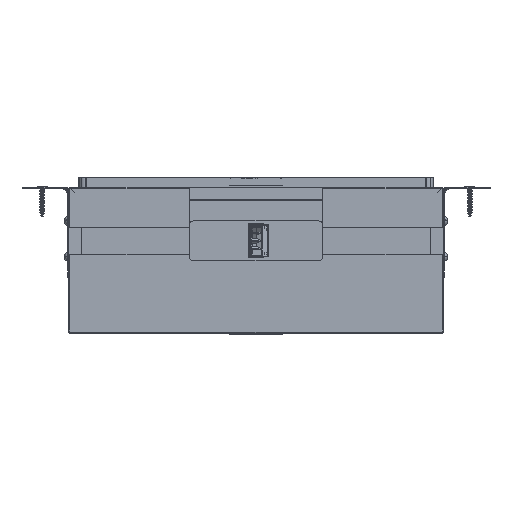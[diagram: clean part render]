
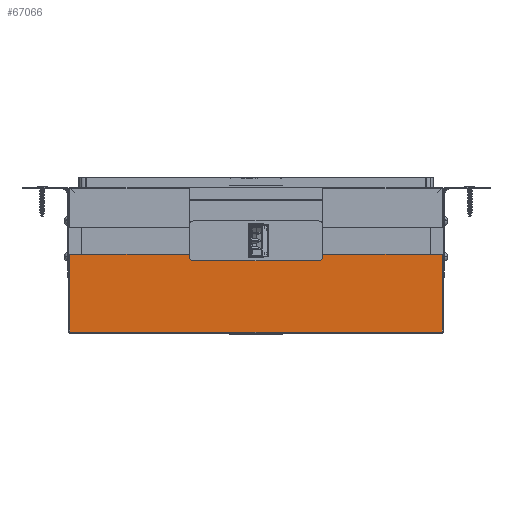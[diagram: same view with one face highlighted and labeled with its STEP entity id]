
A CAD part, front view. The second image highlights one B-rep face of the part: STEP entity #67066.
In plain terms, the highlighted planar face has unit normal (0, -1, 0).
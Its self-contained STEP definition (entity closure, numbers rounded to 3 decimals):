
#364 = LINE ( 'NONE', #19291, #123885 ) ;
#1799 = ORIENTED_EDGE ( 'NONE', *, *, #3781, .F. ) ;
#3263 = ORIENTED_EDGE ( 'NONE', *, *, #129083, .F. ) ;
#3781 = EDGE_CURVE ( 'NONE', #53018, #31586, #82418, .T. ) ;
#7293 = VERTEX_POINT ( 'NONE', #80599 ) ;
#7767 = LINE ( 'NONE', #115156, #98180 ) ;
#12757 = EDGE_CURVE ( 'NONE', #7293, #116545, #7767, .T. ) ;
#14250 = AXIS2_PLACEMENT_3D ( 'NONE', #54080, #20655, #42253 ) ;
#16008 = ORIENTED_EDGE ( 'NONE', *, *, #35411, .T. ) ;
#17399 = VERTEX_POINT ( 'NONE', #117545 ) ;
#18994 = CIRCLE ( 'NONE', #121402, 0.177 ) ;
#19014 = CIRCLE ( 'NONE', #70243, 0.177 ) ;
#19291 = CARTESIAN_POINT ( 'NONE',  ( -7., -30., 0.225 ) ) ;
#19303 = PLANE ( 'NONE',  #14250 ) ;
#20038 = DIRECTION ( 'NONE',  ( 1., 0., 0. ) ) ;
#20655 = DIRECTION ( 'NONE',  ( 0., 1., 0. ) ) ;
#21944 = VERTEX_POINT ( 'NONE', #106396 ) ;
#22272 = CARTESIAN_POINT ( 'NONE',  ( 2.5, -30., 0.152 ) ) ;
#24048 = DIRECTION ( 'NONE',  ( 0., 0., 1. ) ) ;
#24735 = EDGE_CURVE ( 'NONE', #7293, #31586, #19014, .T. ) ;
#24844 = VECTOR ( 'NONE', #114513, 39.37 ) ;
#28042 = DIRECTION ( 'NONE',  ( 0., 0., -1. ) ) ;
#30130 = VECTOR ( 'NONE', #20038, 39.37 ) ;
#31586 = VERTEX_POINT ( 'NONE', #70283 ) ;
#34496 = LINE ( 'NONE', #109123, #86845 ) ;
#35411 = EDGE_CURVE ( 'NONE', #52311, #116545, #18994, .T. ) ;
#35652 = ORIENTED_EDGE ( 'NONE', *, *, #88354, .T. ) ;
#36030 = EDGE_CURVE ( 'NONE', #99295, #21944, #137854, .T. ) ;
#36927 = ORIENTED_EDGE ( 'NONE', *, *, #101602, .T. ) ;
#37051 = VERTEX_POINT ( 'NONE', #63144 ) ;
#42253 = DIRECTION ( 'NONE',  ( 1., 0., 0. ) ) ;
#45091 = VECTOR ( 'NONE', #132703, 39.37 ) ;
#49576 = CARTESIAN_POINT ( 'NONE',  ( -2.5, -30., 0.225 ) ) ;
#52311 = VERTEX_POINT ( 'NONE', #22272 ) ;
#52717 = FACE_OUTER_BOUND ( 'NONE', #102110, .T. ) ;
#53018 = VERTEX_POINT ( 'NONE', #49576 ) ;
#54080 = CARTESIAN_POINT ( 'NONE',  ( -7., -30., 2.725 ) ) ;
#62180 = CARTESIAN_POINT ( 'NONE',  ( -2.5, -30., 1.475 ) ) ;
#63144 = CARTESIAN_POINT ( 'NONE',  ( 6.96, -30., -2.685 ) ) ;
#63338 = EDGE_CURVE ( 'NONE', #68028, #37051, #111796, .T. ) ;
#64804 = DIRECTION ( 'NONE',  ( 0., 1., 0. ) ) ;
#67066 = ADVANCED_FACE ( 'NONE', ( #52717 ), #19303, .F. ) ;
#67469 = DIRECTION ( 'NONE',  ( 0., 0., 1. ) ) ;
#68028 = VERTEX_POINT ( 'NONE', #117575 ) ;
#70243 = AXIS2_PLACEMENT_3D ( 'NONE', #119228, #64804, #107381 ) ;
#70283 = CARTESIAN_POINT ( 'NONE',  ( -2.5, -30., 0.152 ) ) ;
#72080 = CARTESIAN_POINT ( 'NONE',  ( 2.323, -30., -0.025 ) ) ;
#80599 = CARTESIAN_POINT ( 'NONE',  ( -2.323, -30., -0.025 ) ) ;
#81012 = CARTESIAN_POINT ( 'NONE',  ( -6.96, -30., 2.725 ) ) ;
#81555 = VECTOR ( 'NONE', #28042, 39.37 ) ;
#82377 = LINE ( 'NONE', #81012, #81555 ) ;
#82418 = LINE ( 'NONE', #62180, #24844 ) ;
#86845 = VECTOR ( 'NONE', #24048, 39.37 ) ;
#88354 = EDGE_CURVE ( 'NONE', #17399, #68028, #82377, .T. ) ;
#92607 = CARTESIAN_POINT ( 'NONE',  ( 2.5, -30., 1.475 ) ) ;
#98180 = VECTOR ( 'NONE', #103326, 39.37 ) ;
#99295 = VERTEX_POINT ( 'NONE', #102091 ) ;
#101602 = EDGE_CURVE ( 'NONE', #37051, #21944, #34496, .T. ) ;
#102091 = CARTESIAN_POINT ( 'NONE',  ( 2.5, -30., 0.225 ) ) ;
#102110 = EDGE_LOOP ( 'NONE', ( #3263, #35652, #135864, #36927, #135696, #117696, #16008, #125872, #104459, #1799 ) ) ;
#103326 = DIRECTION ( 'NONE',  ( 1., 0., 0. ) ) ;
#104459 = ORIENTED_EDGE ( 'NONE', *, *, #24735, .T. ) ;
#105047 = EDGE_CURVE ( 'NONE', #52311, #99295, #114232, .T. ) ;
#105103 = CARTESIAN_POINT ( 'NONE',  ( -7., -30., 0.225 ) ) ;
#106396 = CARTESIAN_POINT ( 'NONE',  ( 6.96, -30., 0.225 ) ) ;
#107305 = DIRECTION ( 'NONE',  ( 0., 1., 0. ) ) ;
#107381 = DIRECTION ( 'NONE',  ( 0., 0., 1. ) ) ;
#109123 = CARTESIAN_POINT ( 'NONE',  ( 6.96, -30., 2.725 ) ) ;
#111796 = LINE ( 'NONE', #121558, #45091 ) ;
#114232 = LINE ( 'NONE', #92607, #115750 ) ;
#114513 = DIRECTION ( 'NONE',  ( 0., 0., -1. ) ) ;
#115156 = CARTESIAN_POINT ( 'NONE',  ( -2.5, -30., -0.025 ) ) ;
#115750 = VECTOR ( 'NONE', #134480, 39.37 ) ;
#116545 = VERTEX_POINT ( 'NONE', #72080 ) ;
#117545 = CARTESIAN_POINT ( 'NONE',  ( -6.96, -30., 0.225 ) ) ;
#117575 = CARTESIAN_POINT ( 'NONE',  ( -6.96, -30., -2.685 ) ) ;
#117696 = ORIENTED_EDGE ( 'NONE', *, *, #105047, .F. ) ;
#119228 = CARTESIAN_POINT ( 'NONE',  ( -2.323, -30., 0.152 ) ) ;
#121402 = AXIS2_PLACEMENT_3D ( 'NONE', #130945, #107305, #67469 ) ;
#121558 = CARTESIAN_POINT ( 'NONE',  ( -7., -30., -2.685 ) ) ;
#123885 = VECTOR ( 'NONE', #137105, 39.37 ) ;
#125872 = ORIENTED_EDGE ( 'NONE', *, *, #12757, .F. ) ;
#129083 = EDGE_CURVE ( 'NONE', #17399, #53018, #364, .T. ) ;
#130945 = CARTESIAN_POINT ( 'NONE',  ( 2.323, -30., 0.152 ) ) ;
#132703 = DIRECTION ( 'NONE',  ( 1., 0., 0. ) ) ;
#134480 = DIRECTION ( 'NONE',  ( 0., 0., 1. ) ) ;
#135696 = ORIENTED_EDGE ( 'NONE', *, *, #36030, .F. ) ;
#135864 = ORIENTED_EDGE ( 'NONE', *, *, #63338, .T. ) ;
#137105 = DIRECTION ( 'NONE',  ( 1., 0., 0. ) ) ;
#137854 = LINE ( 'NONE', #105103, #30130 ) ;
